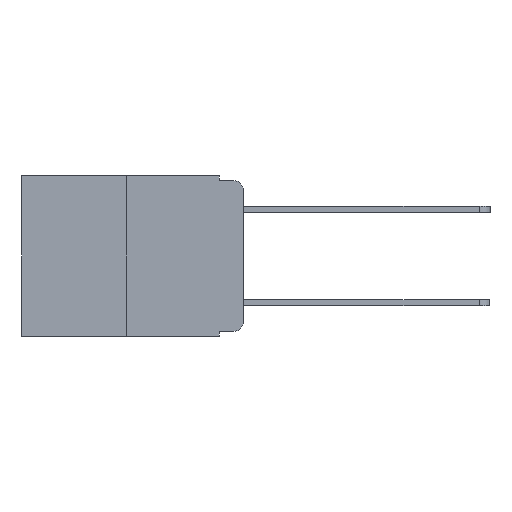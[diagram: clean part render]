
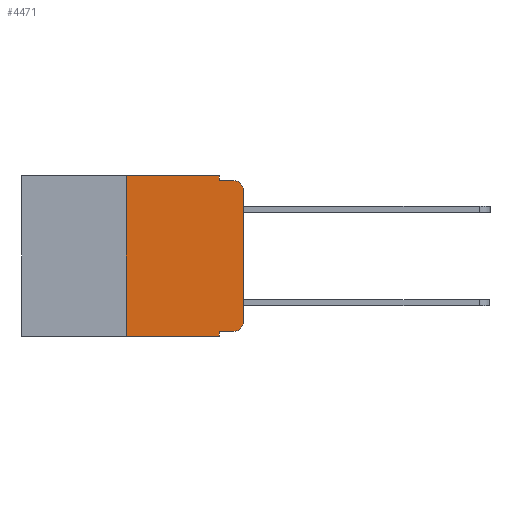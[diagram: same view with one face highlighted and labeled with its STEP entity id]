
A CAD part, left-side view. The second image highlights one B-rep face of the part: STEP entity #4471.
In plain terms, the highlighted planar face has unit normal (-1, 0, 0).
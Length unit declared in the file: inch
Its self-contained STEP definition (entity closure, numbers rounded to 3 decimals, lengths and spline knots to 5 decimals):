
#3 = LINE ( 'NONE', #10361, #2930 ) ;
#17 = EDGE_CURVE ( 'NONE', #4078, #894, #3, .T. ) ;
#288 = CARTESIAN_POINT ( 'NONE',  ( 0., 0.02, -0.313 ) ) ;
#754 = CARTESIAN_POINT ( 'NONE',  ( 0., 0.25, -0.343 ) ) ;
#769 = EDGE_CURVE ( 'NONE', #2654, #8851, #11059, .T. ) ;
#875 = EDGE_CURVE ( 'NONE', #10868, #2654, #5991, .T. ) ;
#879 = VERTEX_POINT ( 'NONE', #8160 ) ;
#894 = VERTEX_POINT ( 'NONE', #11115 ) ;
#1086 = VERTEX_POINT ( 'NONE', #6800 ) ;
#1227 = DIRECTION ( 'NONE',  ( 0., -1., 0. ) ) ;
#1442 = ORIENTED_EDGE ( 'NONE', *, *, #875, .F. ) ;
#1567 = DIRECTION ( 'NONE',  ( 0., 0., -1. ) ) ;
#1667 = LINE ( 'NONE', #2335, #7212 ) ;
#1740 = EDGE_CURVE ( 'NONE', #8851, #11557, #1667, .T. ) ;
#2022 = VECTOR ( 'NONE', #1227, 39.37008 ) ;
#2133 = CARTESIAN_POINT ( 'NONE',  ( 0., 0., 0. ) ) ;
#2335 = CARTESIAN_POINT ( 'NONE',  ( 0., 0.051, 0. ) ) ;
#2339 = CARTESIAN_POINT ( 'NONE',  ( 0., 0., -0.03 ) ) ;
#2486 = CARTESIAN_POINT ( 'NONE',  ( 0., 0.25, 0. ) ) ;
#2554 = EDGE_CURVE ( 'NONE', #11557, #1086, #12446, .T. ) ;
#2614 = CARTESIAN_POINT ( 'NONE',  ( 0., 0.473, -0.343 ) ) ;
#2654 = VERTEX_POINT ( 'NONE', #2486 ) ;
#2930 = VECTOR ( 'NONE', #3133, 39.37008 ) ;
#3128 = VERTEX_POINT ( 'NONE', #11074 ) ;
#3133 = DIRECTION ( 'NONE',  ( 0., 0., -1. ) ) ;
#3134 = CARTESIAN_POINT ( 'NONE',  ( 0., 0.051, 0. ) ) ;
#3178 = CARTESIAN_POINT ( 'NONE',  ( 0., 0.473, 0. ) ) ;
#3257 = DIRECTION ( 'NONE',  ( -1., 0., 0. ) ) ;
#3322 = EDGE_CURVE ( 'NONE', #4016, #1086, #11372, .T. ) ;
#3335 = ORIENTED_EDGE ( 'NONE', *, *, #12364, .T. ) ;
#3640 = ORIENTED_EDGE ( 'NONE', *, *, #4072, .T. ) ;
#3975 = VECTOR ( 'NONE', #4852, 39.37008 ) ;
#4016 = VERTEX_POINT ( 'NONE', #2339 ) ;
#4021 = ORIENTED_EDGE ( 'NONE', *, *, #5260, .T. ) ;
#4072 = EDGE_CURVE ( 'NONE', #879, #4016, #11278, .T. ) ;
#4078 = VERTEX_POINT ( 'NONE', #11420 ) ;
#4303 = DIRECTION ( 'NONE',  ( 1., 0., 0. ) ) ;
#4351 = ORIENTED_EDGE ( 'NONE', *, *, #1740, .F. ) ;
#4471 = ADVANCED_FACE ( 'NONE', ( #10983 ), #9364, .F. ) ;
#4852 = DIRECTION ( 'NONE',  ( 0., -1., 0. ) ) ;
#5260 = EDGE_CURVE ( 'NONE', #10868, #894, #11685, .T. ) ;
#5394 = ORIENTED_EDGE ( 'NONE', *, *, #17, .F. ) ;
#5472 = VECTOR ( 'NONE', #10778, 39.37008 ) ;
#5991 = LINE ( 'NONE', #12026, #8597 ) ;
#6082 = AXIS2_PLACEMENT_3D ( 'NONE', #9445, #3257, #10423 ) ;
#6800 = CARTESIAN_POINT ( 'NONE',  ( 0., 0.02, -0.01 ) ) ;
#7212 = VECTOR ( 'NONE', #8646, 39.37008 ) ;
#7458 = LINE ( 'NONE', #13557, #2022 ) ;
#7880 = CARTESIAN_POINT ( 'NONE',  ( 0., 0.473, 0. ) ) ;
#8072 = DIRECTION ( 'NONE',  ( -1., 0., 0. ) ) ;
#8154 = CARTESIAN_POINT ( 'NONE',  ( 0., 0.051, -0.01 ) ) ;
#8160 = CARTESIAN_POINT ( 'NONE',  ( 0., 0., -0.313 ) ) ;
#8597 = VECTOR ( 'NONE', #12978, 39.37008 ) ;
#8646 = DIRECTION ( 'NONE',  ( 0., 0., -1. ) ) ;
#8687 = ORIENTED_EDGE ( 'NONE', *, *, #12996, .T. ) ;
#8691 = AXIS2_PLACEMENT_3D ( 'NONE', #288, #8072, #1567 ) ;
#8851 = VERTEX_POINT ( 'NONE', #3134 ) ;
#9364 = PLANE ( 'NONE',  #12623 ) ;
#9445 = CARTESIAN_POINT ( 'NONE',  ( 0., 0.02, -0.03 ) ) ;
#9470 = DIRECTION ( 'NONE',  ( 0., 0., 1. ) ) ;
#9640 = CARTESIAN_POINT ( 'NONE',  ( 0., 0.051, -0.01 ) ) ;
#10339 = ORIENTED_EDGE ( 'NONE', *, *, #3322, .T. ) ;
#10361 = CARTESIAN_POINT ( 'NONE',  ( 0., 0.051, 0. ) ) ;
#10423 = DIRECTION ( 'NONE',  ( 0., 0., -1. ) ) ;
#10498 = VECTOR ( 'NONE', #11593, 39.37008 ) ;
#10778 = DIRECTION ( 'NONE',  ( 0., -1., 0. ) ) ;
#10868 = VERTEX_POINT ( 'NONE', #754 ) ;
#10981 = ORIENTED_EDGE ( 'NONE', *, *, #769, .F. ) ;
#10983 = FACE_OUTER_BOUND ( 'NONE', #12962, .T. ) ;
#11059 = LINE ( 'NONE', #7880, #5472 ) ;
#11074 = CARTESIAN_POINT ( 'NONE',  ( 0., 0.02, -0.333 ) ) ;
#11115 = CARTESIAN_POINT ( 'NONE',  ( 0., 0.051, -0.343 ) ) ;
#11120 = ORIENTED_EDGE ( 'NONE', *, *, #2554, .F. ) ;
#11278 = LINE ( 'NONE', #2133, #11588 ) ;
#11324 = DIRECTION ( 'NONE',  ( 0., 0., -1. ) ) ;
#11372 = CIRCLE ( 'NONE', #6082, 0.02 ) ;
#11420 = CARTESIAN_POINT ( 'NONE',  ( 0., 0.051, -0.333 ) ) ;
#11557 = VERTEX_POINT ( 'NONE', #8154 ) ;
#11588 = VECTOR ( 'NONE', #9470, 39.37008 ) ;
#11593 = DIRECTION ( 'NONE',  ( 0., -1., 0. ) ) ;
#11685 = LINE ( 'NONE', #2614, #3975 ) ;
#12026 = CARTESIAN_POINT ( 'NONE',  ( 0., 0.25, 0. ) ) ;
#12364 = EDGE_CURVE ( 'NONE', #3128, #879, #12605, .T. ) ;
#12446 = LINE ( 'NONE', #9640, #10498 ) ;
#12605 = CIRCLE ( 'NONE', #8691, 0.02 ) ;
#12623 = AXIS2_PLACEMENT_3D ( 'NONE', #3178, #4303, #11324 ) ;
#12962 = EDGE_LOOP ( 'NONE', ( #3640, #10339, #11120, #4351, #10981, #1442, #4021, #5394, #8687, #3335 ) ) ;
#12978 = DIRECTION ( 'NONE',  ( 0., 0., 1. ) ) ;
#12996 = EDGE_CURVE ( 'NONE', #4078, #3128, #7458, .T. ) ;
#13557 = CARTESIAN_POINT ( 'NONE',  ( 0., 0.051, -0.333 ) ) ;
